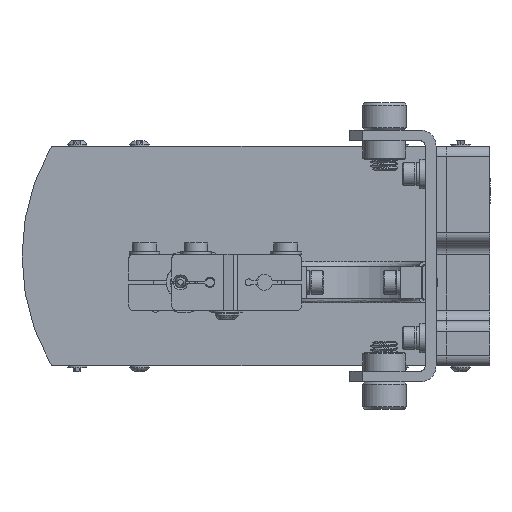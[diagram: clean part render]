
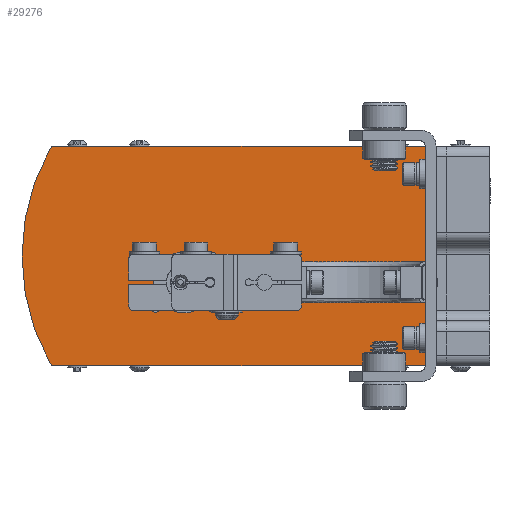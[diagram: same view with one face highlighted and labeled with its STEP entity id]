
A CAD part, front view. The second image highlights one B-rep face of the part: STEP entity #29276.
In plain terms, the highlighted planar face has unit normal (0, 1, 0).
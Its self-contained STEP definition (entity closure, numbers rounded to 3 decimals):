
#173 = VERTEX_POINT ( 'NONE', #28902 ) ;
#204 = VERTEX_POINT ( 'NONE', #28933 ) ;
#211 = VERTEX_POINT ( 'NONE', #28940 ) ;
#217 = VERTEX_POINT ( 'NONE', #28946 ) ;
#229 = VERTEX_POINT ( 'NONE', #28958 ) ;
#254 = VERTEX_POINT ( 'NONE', #28983 ) ;
#255 = VERTEX_POINT ( 'NONE', #28984 ) ;
#256 = VERTEX_POINT ( 'NONE', #28985 ) ;
#264 = VERTEX_POINT ( 'NONE', #28993 ) ;
#286 = VERTEX_POINT ( 'NONE', #29015 ) ;
#347 = VERTEX_POINT ( 'NONE', #29076 ) ;
#2731 = LINE ( 'NONE', #27539, #2736 ) ;
#2736 = VECTOR ( 'NONE', #27541, 1000. ) ;
#2764 = LINE ( 'NONE', #27583, #2769 ) ;
#2769 = VECTOR ( 'NONE', #18109, 1000. ) ;
#3186 = CARTESIAN_POINT ( 'NONE',  ( -155.853, -121.604, 25.803 ) ) ;
#3187 = DIRECTION ( 'NONE',  ( 0., 1., 0. ) ) ;
#3188 = DIRECTION ( 'NONE',  ( 0., 0., 1. ) ) ;
#4744 = CARTESIAN_POINT ( 'NONE',  ( -101.655, -121.604, 58.188 ) ) ;
#4833 = CARTESIAN_POINT ( 'NONE',  ( -210.773, -121.604, -6.582 ) ) ;
#4836 = CARTESIAN_POINT ( 'NONE',  ( -101.655, -121.604, -6.582 ) ) ;
#7033 = VERTEX_POINT ( 'NONE', #4744 ) ;
#7122 = VERTEX_POINT ( 'NONE', #4833 ) ;
#7125 = VERTEX_POINT ( 'NONE', #4836 ) ;
#11158 = EDGE_CURVE ( 'NONE', #7125, #7122, #2731, .T. ) ;
#11179 = EDGE_CURVE ( 'NONE', #7033, #264, #2764, .T. ) ;
#14276 = EDGE_CURVE ( 'NONE', #254, #217, #60193, .T. ) ;
#14552 = EDGE_CURVE ( 'NONE', #7122, #254, #60492, .T. ) ;
#14771 = AXIS2_PLACEMENT_3D ( 'NONE', #3186, #3187, #3188 ) ;
#15234 = EDGE_CURVE ( 'NONE', #255, #229, #61490, .T. ) ;
#15235 = EDGE_CURVE ( 'NONE', #347, #255, #61485, .T. ) ;
#15236 = EDGE_CURVE ( 'NONE', #256, #347, #61492, .T. ) ;
#15237 = EDGE_CURVE ( 'NONE', #204, #256, #61493, .T. ) ;
#15238 = EDGE_CURVE ( 'NONE', #211, #204, #61495, .T. ) ;
#15239 = EDGE_CURVE ( 'NONE', #286, #211, #61496, .T. ) ;
#15240 = EDGE_CURVE ( 'NONE', #173, #286, #61498, .T. ) ;
#15241 = EDGE_CURVE ( 'NONE', #229, #173, #61499, .T. ) ;
#15242 = EDGE_CURVE ( 'NONE', #7033, #7125, #61501, .T. ) ;
#15244 = EDGE_CURVE ( 'NONE', #217, #264, #61504, .T. ) ;
#18109 = DIRECTION ( 'NONE',  ( -1., 0., 0. ) ) ;
#23887 = ORIENTED_EDGE ( 'NONE', *, *, #11158, .T. ) ;
#23892 = ORIENTED_EDGE ( 'NONE', *, *, #15241, .T. ) ;
#23897 = ORIENTED_EDGE ( 'NONE', *, *, #15244, .T. ) ;
#23924 = ORIENTED_EDGE ( 'NONE', *, *, #15242, .T. ) ;
#23926 = ORIENTED_EDGE ( 'NONE', *, *, #15238, .T. ) ;
#23929 = ORIENTED_EDGE ( 'NONE', *, *, #15237, .T. ) ;
#23930 = ORIENTED_EDGE ( 'NONE', *, *, #15234, .T. ) ;
#23938 = ORIENTED_EDGE ( 'NONE', *, *, #15236, .T. ) ;
#23974 = ORIENTED_EDGE ( 'NONE', *, *, #15240, .T. ) ;
#23978 = ORIENTED_EDGE ( 'NONE', *, *, #14552, .T. ) ;
#23980 = ORIENTED_EDGE ( 'NONE', *, *, #14276, .T. ) ;
#23998 = ORIENTED_EDGE ( 'NONE', *, *, #15235, .T. ) ;
#24006 = ORIENTED_EDGE ( 'NONE', *, *, #15239, .T. ) ;
#24009 = ORIENTED_EDGE ( 'NONE', *, *, #11179, .F. ) ;
#27539 = CARTESIAN_POINT ( 'NONE',  ( -146.74, -121.604, -6.582 ) ) ;
#27541 = DIRECTION ( 'NONE',  ( -1., 0., 0. ) ) ;
#27583 = CARTESIAN_POINT ( 'NONE',  ( -146.74, -121.604, 58.188 ) ) ;
#28902 = CARTESIAN_POINT ( 'NONE',  ( -164.347, -121.604, 12.455 ) ) ;
#28933 = CARTESIAN_POINT ( 'NONE',  ( -179.524, -121.604, 25.216 ) ) ;
#28940 = CARTESIAN_POINT ( 'NONE',  ( -165.935, -121.604, 25.216 ) ) ;
#28946 = CARTESIAN_POINT ( 'NONE',  ( -212.147, -121.604, 57.383 ) ) ;
#28958 = CARTESIAN_POINT ( 'NONE',  ( -165.935, -121.604, 10.868 ) ) ;
#28983 = CARTESIAN_POINT ( 'NONE',  ( -212.147, -121.604, -5.778 ) ) ;
#28984 = CARTESIAN_POINT ( 'NONE',  ( -179.524, -121.604, 10.868 ) ) ;
#28985 = CARTESIAN_POINT ( 'NONE',  ( -181.111, -121.604, 23.628 ) ) ;
#28993 = CARTESIAN_POINT ( 'NONE',  ( -210.773, -121.604, 58.188 ) ) ;
#29015 = CARTESIAN_POINT ( 'NONE',  ( -164.347, -121.604, 23.628 ) ) ;
#29076 = CARTESIAN_POINT ( 'NONE',  ( -181.111, -121.604, 12.455 ) ) ;
#29276 = ADVANCED_FACE ( 'NONE', ( #35117, #35121 ), #47199, .T. ) ;
#35117 = FACE_OUTER_BOUND ( 'NONE', #60951, .T. ) ;
#35121 = FACE_BOUND ( 'NONE', #61047, .T. ) ;
#47199 = PLANE ( 'NONE',  #58664 ) ;
#47211 = CARTESIAN_POINT ( 'NONE',  ( -210.875, -121.604, -6.583 ) ) ;
#47213 = DIRECTION ( 'NONE',  ( 0., 1., 0. ) ) ;
#47215 = DIRECTION ( 'NONE',  ( 0., 0., 1. ) ) ;
#50248 = DIRECTION ( 'NONE',  ( 0., 0., -1. ) ) ;
#50253 = CARTESIAN_POINT ( 'NONE',  ( -210.875, -121.604, 10.868 ) ) ;
#50254 = CARTESIAN_POINT ( 'NONE',  ( -181.111, -121.604, -6.583 ) ) ;
#50255 = DIRECTION ( 'NONE',  ( 1., 0., 0. ) ) ;
#50256 = CARTESIAN_POINT ( 'NONE',  ( -210.875, -121.604, 25.216 ) ) ;
#50257 = DIRECTION ( 'NONE',  ( -1., 0., 0. ) ) ;
#50258 = CARTESIAN_POINT ( 'NONE',  ( -181.111, -121.604, 10.868 ) ) ;
#50259 = DIRECTION ( 'NONE',  ( 0., -1., 0. ) ) ;
#50260 = DIRECTION ( 'NONE',  ( 0., 0., -1. ) ) ;
#50261 = CARTESIAN_POINT ( 'NONE',  ( -164.347, -121.604, -6.583 ) ) ;
#50262 = DIRECTION ( 'NONE',  ( 0., 0., 1. ) ) ;
#50263 = CARTESIAN_POINT ( 'NONE',  ( -181.111, -121.604, 25.216 ) ) ;
#50264 = DIRECTION ( 'NONE',  ( 0., -1., 0. ) ) ;
#50265 = DIRECTION ( 'NONE',  ( 0., 0., -1. ) ) ;
#50266 = CARTESIAN_POINT ( 'NONE',  ( -101.655, -121.604, -6.583 ) ) ;
#50267 = DIRECTION ( 'NONE',  ( 0., 0., -1. ) ) ;
#50268 = CARTESIAN_POINT ( 'NONE',  ( -164.347, -121.604, 25.216 ) ) ;
#50269 = DIRECTION ( 'NONE',  ( 0., -1., 0. ) ) ;
#50270 = DIRECTION ( 'NONE',  ( 0., 0., -1. ) ) ;
#50273 = CARTESIAN_POINT ( 'NONE',  ( -164.347, -121.604, 10.868 ) ) ;
#50274 = DIRECTION ( 'NONE',  ( 0., -1., 0. ) ) ;
#50275 = DIRECTION ( 'NONE',  ( 0., 0., -1. ) ) ;
#50318 = CARTESIAN_POINT ( 'NONE',  ( -210.773, -121.604, 56.613 ) ) ;
#50319 = DIRECTION ( 'NONE',  ( 0., 1., 0. ) ) ;
#50320 = DIRECTION ( 'NONE',  ( 0., 0., 1. ) ) ;
#57169 = AXIS2_PLACEMENT_3D ( 'NONE', #59451, #59452, #59453 ) ;
#57445 = AXIS2_PLACEMENT_3D ( 'NONE', #50258, #50259, #50260 ) ;
#57447 = AXIS2_PLACEMENT_3D ( 'NONE', #50263, #50264, #50265 ) ;
#57449 = AXIS2_PLACEMENT_3D ( 'NONE', #50268, #50269, #50270 ) ;
#57452 = AXIS2_PLACEMENT_3D ( 'NONE', #50273, #50274, #50275 ) ;
#57454 = AXIS2_PLACEMENT_3D ( 'NONE', #50318, #50319, #50320 ) ;
#58664 = AXIS2_PLACEMENT_3D ( 'NONE', #47211, #47213, #47215 ) ;
#59451 = CARTESIAN_POINT ( 'NONE',  ( -210.773, -121.604, -5.007 ) ) ;
#59452 = DIRECTION ( 'NONE',  ( 0., 1., 0. ) ) ;
#59453 = DIRECTION ( 'NONE',  ( 0., 0., 1. ) ) ;
#60193 = CIRCLE ( 'NONE', #14771, 64.547 ) ;
#60492 = CIRCLE ( 'NONE', #57169, 1.575 ) ;
#60951 = EDGE_LOOP ( 'NONE', ( #23978, #23980, #23897, #24009, #23924, #23887 ) ) ;
#61047 = EDGE_LOOP ( 'NONE', ( #23892, #23974, #24006, #23926, #23929, #23938, #23998, #23930 ) ) ;
#61485 = CIRCLE ( 'NONE', #57445, 1.587 ) ;
#61490 = LINE ( 'NONE', #50253, #61491 ) ;
#61491 = VECTOR ( 'NONE', #50255, 1000. ) ;
#61492 = LINE ( 'NONE', #50254, #61494 ) ;
#61493 = CIRCLE ( 'NONE', #57447, 1.587 ) ;
#61494 = VECTOR ( 'NONE', #50248, 1000. ) ;
#61495 = LINE ( 'NONE', #50256, #61497 ) ;
#61496 = CIRCLE ( 'NONE', #57449, 1.587 ) ;
#61497 = VECTOR ( 'NONE', #50257, 1000. ) ;
#61498 = LINE ( 'NONE', #50261, #61500 ) ;
#61499 = CIRCLE ( 'NONE', #57452, 1.587 ) ;
#61500 = VECTOR ( 'NONE', #50262, 1000. ) ;
#61501 = LINE ( 'NONE', #50266, #61503 ) ;
#61503 = VECTOR ( 'NONE', #50267, 1000. ) ;
#61504 = CIRCLE ( 'NONE', #57454, 1.575 ) ;
